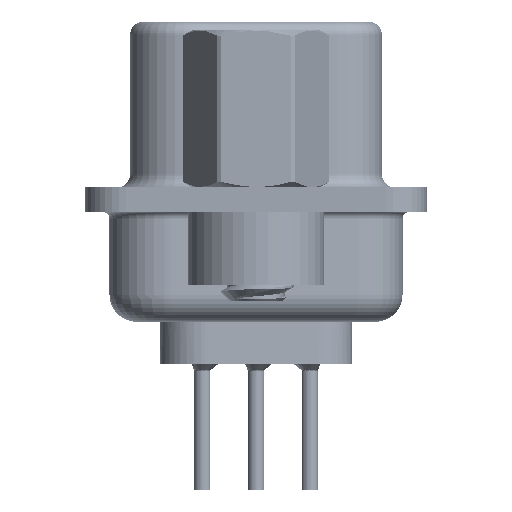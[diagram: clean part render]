
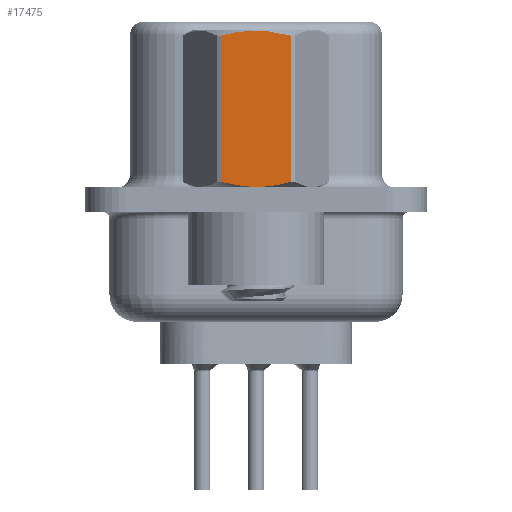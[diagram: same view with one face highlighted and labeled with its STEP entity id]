
A CAD part, left-side view. The second image highlights one B-rep face of the part: STEP entity #17475.
In plain terms, the highlighted planar face has unit normal (-1, 0, 0).
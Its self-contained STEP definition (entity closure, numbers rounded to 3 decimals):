
#519 = ORIENTED_EDGE ( 'NONE', *, *, #7783, .T. ) ;
#650 = CARTESIAN_POINT ( 'NONE',  ( -2.381, 0.428, 0.485 ) ) ;
#3649 = CARTESIAN_POINT ( 'NONE',  ( -2.381, 1.273, 0.652 ) ) ;
#3968 = CARTESIAN_POINT ( 'NONE',  ( -2.381, 0.215, 6.232 ) ) ;
#4550 = B_SPLINE_CURVE_WITH_KNOTS ( 'NONE', 3,
 ( #14500, #24127, #37967, #650, #7347, #20984, #32138, #42415, #21871, #15157 ),
 .UNSPECIFIED., .F., .F.,
 ( 4, 2, 2, 2, 4 ),
 ( 0.003, 0.003, 0.004, 0.004, 0.005 ),
 .UNSPECIFIED. ) ;
#5922 = AXIS2_PLACEMENT_3D ( 'NONE', #10948, #30848, #20788 ) ;
#6876 = CARTESIAN_POINT ( 'NONE',  ( -2.381, -0.858, 6.15 ) ) ;
#6939 = FACE_OUTER_BOUND ( 'NONE', #22304, .T. ) ;
#7096 = CARTESIAN_POINT ( 'NONE',  ( -2.381, -1.066, 6.104 ) ) ;
#7347 = CARTESIAN_POINT ( 'NONE',  ( -2.381, 0.215, 0.468 ) ) ;
#7783 = EDGE_CURVE ( 'NONE', #31425, #33720, #33074, .T. ) ;
#10948 = CARTESIAN_POINT ( 'NONE',  ( -2.381, 1.375, -3.75 ) ) ;
#13152 = CARTESIAN_POINT ( 'NONE',  ( -2.381, -0.432, 6.215 ) ) ;
#14500 = CARTESIAN_POINT ( 'NONE',  ( -2.381, 1.273, 0.652 ) ) ;
#15157 = CARTESIAN_POINT ( 'NONE',  ( -2.381, -1.273, 0.652 ) ) ;
#15450 = CARTESIAN_POINT ( 'NONE',  ( -2.381, 1.273, 3.792 ) ) ;
#16104 = DIRECTION ( 'NONE',  ( 0., 0., -1. ) ) ;
#17475 = ADVANCED_FACE ( 'NONE', ( #6939 ), #34197, .T. ) ;
#17887 = VERTEX_POINT ( 'NONE', #39629 ) ;
#18980 = DIRECTION ( 'NONE',  ( 0., 0., 1. ) ) ;
#19151 = CARTESIAN_POINT ( 'NONE',  ( -2.381, -1.273, 6.048 ) ) ;
#20287 = CARTESIAN_POINT ( 'NONE',  ( -2.381, -1.273, 6.048 ) ) ;
#20579 = VECTOR ( 'NONE', #16104, 1000. ) ;
#20723 = CARTESIAN_POINT ( 'NONE',  ( -2.381, 0.853, 6.151 ) ) ;
#20788 = DIRECTION ( 'NONE',  ( 0., -1., 0. ) ) ;
#20984 = CARTESIAN_POINT ( 'NONE',  ( -2.381, -0.215, 0.468 ) ) ;
#21871 = CARTESIAN_POINT ( 'NONE',  ( -2.381, -1.066, 0.596 ) ) ;
#22304 = EDGE_LOOP ( 'NONE', ( #39374, #38199, #37139, #519 ) ) ;
#23039 = B_SPLINE_CURVE_WITH_KNOTS ( 'NONE', 3,
 ( #20287, #7096, #6876, #13152, #30575, #3968, #27675, #20723, #37936, #26782 ),
 .UNSPECIFIED., .F., .F.,
 ( 4, 2, 2, 2, 4 ),
 ( 0.001, 0.002, 0.002, 0.003, 0.004 ),
 .UNSPECIFIED. ) ;
#23229 = CARTESIAN_POINT ( 'NONE',  ( -2.381, -1.273, 3.792 ) ) ;
#24037 = EDGE_CURVE ( 'NONE', #28670, #31425, #23039, .T. ) ;
#24127 = CARTESIAN_POINT ( 'NONE',  ( -2.381, 1.065, 0.596 ) ) ;
#26568 = LINE ( 'NONE', #23229, #40463 ) ;
#26782 = CARTESIAN_POINT ( 'NONE',  ( -2.381, 1.273, 6.048 ) ) ;
#27675 = CARTESIAN_POINT ( 'NONE',  ( -2.381, 0.428, 6.215 ) ) ;
#28670 = VERTEX_POINT ( 'NONE', #19151 ) ;
#30369 = CARTESIAN_POINT ( 'NONE',  ( -2.381, 1.273, 6.048 ) ) ;
#30575 = CARTESIAN_POINT ( 'NONE',  ( -2.381, -0.215, 6.232 ) ) ;
#30848 = DIRECTION ( 'NONE',  ( -1., 0., 0. ) ) ;
#31425 = VERTEX_POINT ( 'NONE', #30369 ) ;
#32098 = EDGE_CURVE ( 'NONE', #17887, #28670, #26568, .T. ) ;
#32138 = CARTESIAN_POINT ( 'NONE',  ( -2.381, -0.432, 0.485 ) ) ;
#33074 = LINE ( 'NONE', #15450, #20579 ) ;
#33720 = VERTEX_POINT ( 'NONE', #3649 ) ;
#34197 = PLANE ( 'NONE',  #5922 ) ;
#37139 = ORIENTED_EDGE ( 'NONE', *, *, #24037, .T. ) ;
#37936 = CARTESIAN_POINT ( 'NONE',  ( -2.381, 1.065, 6.104 ) ) ;
#37967 = CARTESIAN_POINT ( 'NONE',  ( -2.381, 0.853, 0.549 ) ) ;
#38199 = ORIENTED_EDGE ( 'NONE', *, *, #32098, .T. ) ;
#38233 = EDGE_CURVE ( 'NONE', #33720, #17887, #4550, .T. ) ;
#39374 = ORIENTED_EDGE ( 'NONE', *, *, #38233, .T. ) ;
#39629 = CARTESIAN_POINT ( 'NONE',  ( -2.381, -1.273, 0.652 ) ) ;
#40463 = VECTOR ( 'NONE', #18980, 1000. ) ;
#42415 = CARTESIAN_POINT ( 'NONE',  ( -2.381, -0.858, 0.55 ) ) ;
